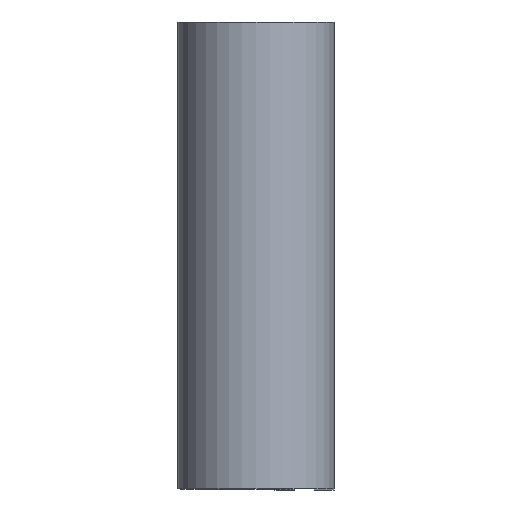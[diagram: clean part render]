
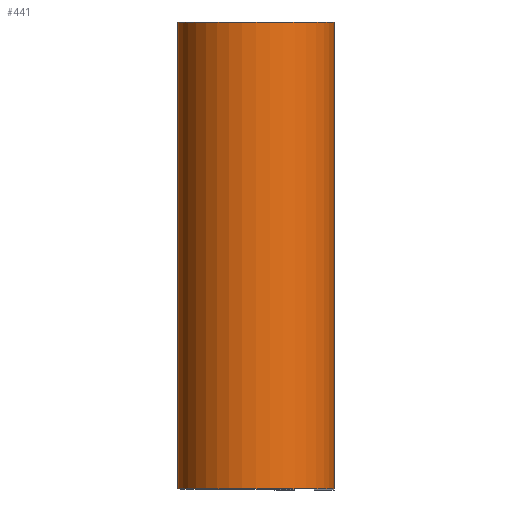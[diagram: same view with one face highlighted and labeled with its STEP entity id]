
A CAD part, top view. The second image highlights one B-rep face of the part: STEP entity #441.
In plain terms, the highlighted cylindrical face has radius 3.188 mm (diameter 6.375 mm), a partial arc.
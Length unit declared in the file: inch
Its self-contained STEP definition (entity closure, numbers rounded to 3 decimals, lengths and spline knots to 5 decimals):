
#44 = EDGE_CURVE ( 'NONE', #594, #851, #443, .T. ) ;
#142 = LINE ( 'NONE', #466, #848 ) ;
#148 = CARTESIAN_POINT ( 'NONE',  ( -0.1255, -0.375, 0.187 ) ) ;
#190 = AXIS2_PLACEMENT_3D ( 'NONE', #319, #805, #392 ) ;
#191 = DIRECTION ( 'NONE',  ( 0., -1., 0. ) ) ;
#193 = CIRCLE ( 'NONE', #190, 0.1255 ) ;
#195 = EDGE_LOOP ( 'NONE', ( #335, #603, #459, #595 ) ) ;
#259 = VECTOR ( 'NONE', #605, 39.37008 ) ;
#266 = CARTESIAN_POINT ( 'NONE',  ( -0.1255, 0.375, 0.187 ) ) ;
#286 = EDGE_CURVE ( 'NONE', #594, #803, #142, .T. ) ;
#287 = CARTESIAN_POINT ( 'NONE',  ( 0.1255, 0.375, 0.187 ) ) ;
#295 = CARTESIAN_POINT ( 'NONE',  ( 0., 0.375, 0.187 ) ) ;
#304 = VERTEX_POINT ( 'NONE', #398 ) ;
#319 = CARTESIAN_POINT ( 'NONE',  ( 0., -0.375, 0.187 ) ) ;
#335 = ORIENTED_EDGE ( 'NONE', *, *, #473, .T. ) ;
#359 = DIRECTION ( 'NONE',  ( 1., 0., 0. ) ) ;
#368 = AXIS2_PLACEMENT_3D ( 'NONE', #663, #599, #796 ) ;
#375 = LINE ( 'NONE', #869, #259 ) ;
#392 = DIRECTION ( 'NONE',  ( 1., 0., 0. ) ) ;
#398 = CARTESIAN_POINT ( 'NONE',  ( 0.1255, -0.375, 0.187 ) ) ;
#406 = AXIS2_PLACEMENT_3D ( 'NONE', #295, #773, #359 ) ;
#441 = ADVANCED_FACE ( 'NONE', ( #759 ), #743, .T. ) ;
#443 = CIRCLE ( 'NONE', #406, 0.1255 ) ;
#459 = ORIENTED_EDGE ( 'NONE', *, *, #44, .F. ) ;
#465 = EDGE_CURVE ( 'NONE', #851, #304, #375, .T. ) ;
#466 = CARTESIAN_POINT ( 'NONE',  ( -0.1255, 0.375, 0.187 ) ) ;
#473 = EDGE_CURVE ( 'NONE', #803, #304, #193, .T. ) ;
#594 = VERTEX_POINT ( 'NONE', #266 ) ;
#595 = ORIENTED_EDGE ( 'NONE', *, *, #286, .T. ) ;
#599 = DIRECTION ( 'NONE',  ( 0., -1., 0. ) ) ;
#603 = ORIENTED_EDGE ( 'NONE', *, *, #465, .F. ) ;
#605 = DIRECTION ( 'NONE',  ( 0., -1., 0. ) ) ;
#663 = CARTESIAN_POINT ( 'NONE',  ( 0., 0.375, 0.187 ) ) ;
#743 = CYLINDRICAL_SURFACE ( 'NONE', #368, 0.1255 ) ;
#759 = FACE_OUTER_BOUND ( 'NONE', #195, .T. ) ;
#773 = DIRECTION ( 'NONE',  ( 0., 1., 0. ) ) ;
#796 = DIRECTION ( 'NONE',  ( 0., 0., -1. ) ) ;
#803 = VERTEX_POINT ( 'NONE', #148 ) ;
#805 = DIRECTION ( 'NONE',  ( 0., 1., 0. ) ) ;
#848 = VECTOR ( 'NONE', #191, 39.37008 ) ;
#851 = VERTEX_POINT ( 'NONE', #287 ) ;
#869 = CARTESIAN_POINT ( 'NONE',  ( 0.1255, 0.375, 0.187 ) ) ;
